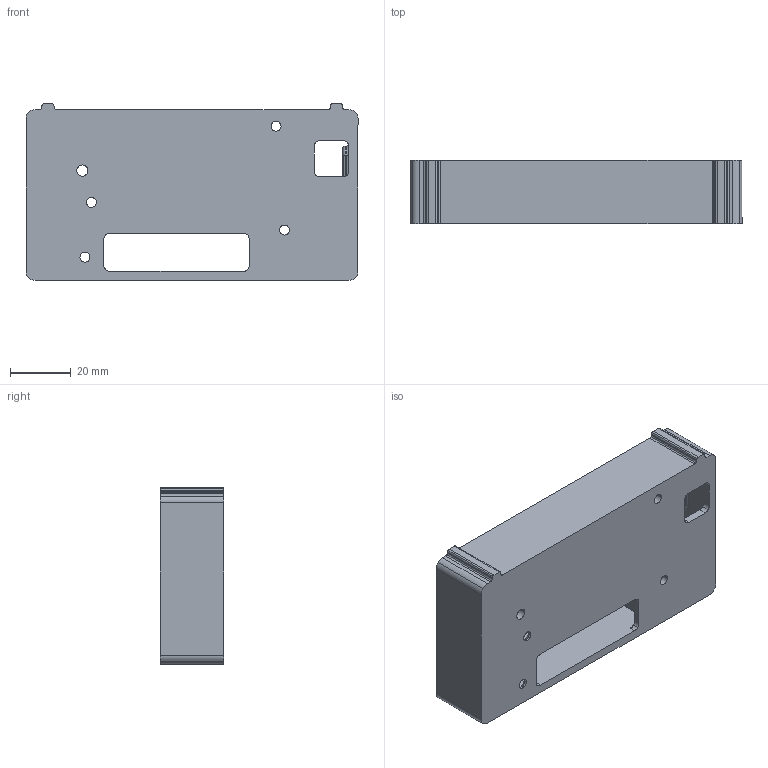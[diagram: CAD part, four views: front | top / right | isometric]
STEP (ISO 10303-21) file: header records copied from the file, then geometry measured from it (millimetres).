
FILE_DESCRIPTION(('STEP AP214'),'1');
FILE_NAME('port_case_EPD_rev1.stp','2025-05-23T19:48:25',(' '),(' '),'Spatial InterOp 3D',' ',' ');
FILE_SCHEMA(('AUTOMOTIVE_DESIGN { 1 0 10303 214 1 1 1 1 }'));
Length unit declared in the file: metre
Products named in the file (1): port_case_EPD_rev1
Bounding box: 109.6 x 20.93 x 58.38 mm (x, y, z)
Volume: 40346.7 mm3; surface area: 26699.8 mm2
Topology: 1 solids, 1 shells, 332 faces, 904 edges, 576 vertices
Faces by surface type: cylinder 203, plane 87, cone 26, torus 14, bspline 2
Entity records: 10865 total; most frequent: CARTESIAN_POINT 2110, DIRECTION 1962, ORIENTED_EDGE 1808, EDGE_CURVE 904, AXIS2_PLACEMENT_3D 750, VERTEX_POINT 576, LINE 462, VECTOR 462
